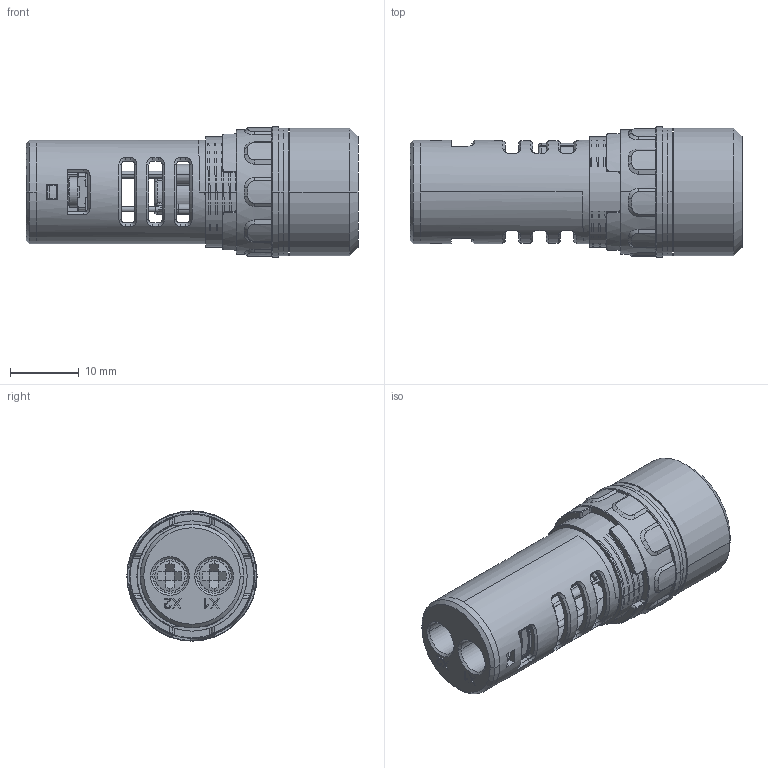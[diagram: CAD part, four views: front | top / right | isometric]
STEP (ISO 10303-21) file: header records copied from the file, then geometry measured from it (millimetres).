
FILE_DESCRIPTION((''),'2;1');
FILE_NAME('CDLD6H-16_ASM','2022-12-19T',('siqi.sun'),(''),'PRO/ENGINEER BY PARAMETRIC TECHNOLOGY CORPORATION, 2015440','PRO/ENGINEER BY PARAMETRIC TECHNOLOGY CORPORATION, 2015440','');
FILE_SCHEMA(('CONFIG_CONTROL_DESIGN'));
Length unit declared in the file: millimetre
Products named in the file (16): 8005045100; 8300072200; 8300072300; 8370007600; 8946009100; 8575000500; DIANZU2; ECRE_AF0; CBB_AF1; 8022053200; 7030300037; 8574026400; 5517007800_ASM; 5575001400_ASM; 8370007500_AF0; CDLD6H-16_ASM
Assembly tree (16 placements, depth 4):
  CDLD6H-16_ASM
    8005045100
    8300072200
    8300072300
    8370007600
    8946009100
    5575001400_ASM
      8575000500
      DIANZU2
      ECRE_AF0
      CBB_AF1
      8022053200
      5517007800_ASM  x2
        7030300037
        8574026400
    8370007500_AF0
Bounding box: 48.2 x 18.9 x 18.9 mm (x, y, z)
Volume: 5843.6 mm3; surface area: 11755.4 mm2
Topology: 15 solids, 29 shells, 1163 faces, 3044 edges, 1945 vertices
Faces by surface type: plane 584, cylinder 257, bspline 159, cone 86, torus 34, extrusion 33, sphere 10
Entity records: 61755 total; most frequent: CARTESIAN_POINT 38488, ORIENTED_EDGE 5082, DIRECTION 4245, EDGE_CURVE 2548, VERTEX_POINT 1631, AXIS2_PLACEMENT_3D 1419, VECTOR 1407, LINE 1374
